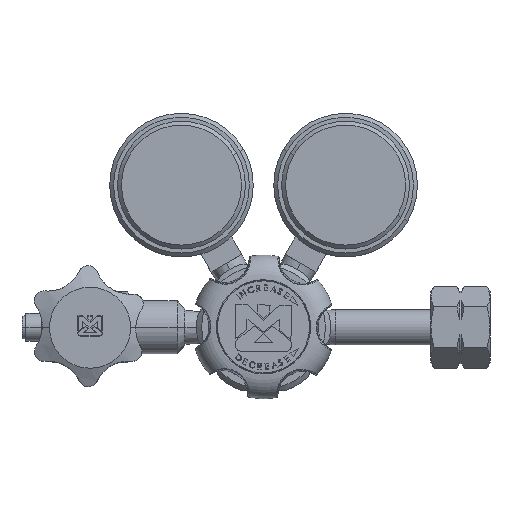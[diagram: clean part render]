
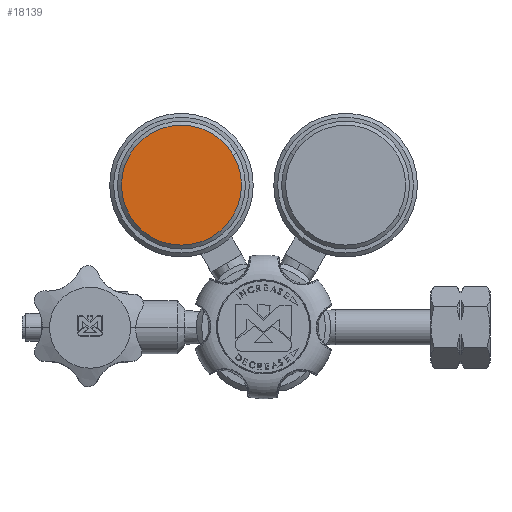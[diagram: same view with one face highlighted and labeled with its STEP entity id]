
A CAD part, top view. The second image highlights one B-rep face of the part: STEP entity #18139.
In plain terms, the highlighted face is planar.
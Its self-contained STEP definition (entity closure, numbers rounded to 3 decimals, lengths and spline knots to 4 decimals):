
#3900=PLANE('',#19713);
#5024=FACE_OUTER_BOUND('',#6221,.T.);
#6221=EDGE_LOOP('',(#15425,#15426));
#6941=CIRCLE('',#19683,0.9525);
#6956=CIRCLE('',#19714,0.9525);
#8475=VERTEX_POINT('',#45895);
#8477=VERTEX_POINT('',#45898);
#10817=EDGE_CURVE('',#8475,#8477,#6941,.T.);
#10851=EDGE_CURVE('',#8477,#8475,#6956,.T.);
#15425=ORIENTED_EDGE('',*,*,#10817,.F.);
#15426=ORIENTED_EDGE('',*,*,#10851,.F.);
#18139=ADVANCED_FACE('',(#5024),#3900,.T.);
#19683=AXIS2_PLACEMENT_3D('',#45899,#23437,#23438);
#19713=AXIS2_PLACEMENT_3D('',#45967,#23516,#23517);
#19714=AXIS2_PLACEMENT_3D('',#45968,#23518,#23519);
#23437=DIRECTION('center_axis',(1.,0.,0.));
#23438=DIRECTION('ref_axis',(0.,1.,0.));
#23516=DIRECTION('center_axis',(-1.,0.,0.));
#23517=DIRECTION('ref_axis',(0.,0.,1.));
#23518=DIRECTION('center_axis',(1.,0.,0.));
#23519=DIRECTION('ref_axis',(0.,1.,0.));
#45895=CARTESIAN_POINT('',(-0.61,0.9525,0.));
#45898=CARTESIAN_POINT('',(-0.61,-0.9525,0.));
#45899=CARTESIAN_POINT('Origin',(-0.61,0.,0.));
#45967=CARTESIAN_POINT('Origin',(-0.61,0.4762,0.));
#45968=CARTESIAN_POINT('Origin',(-0.61,0.,0.));
